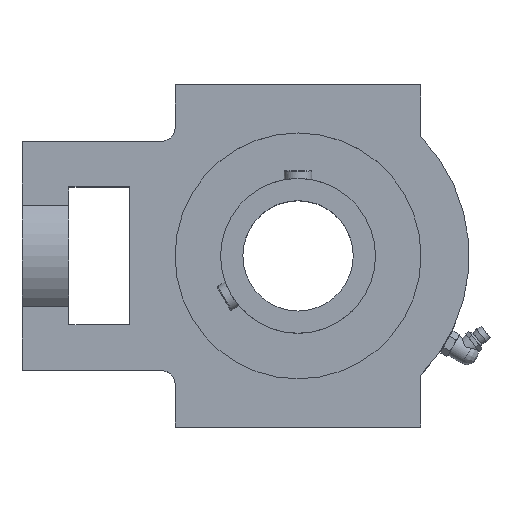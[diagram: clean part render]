
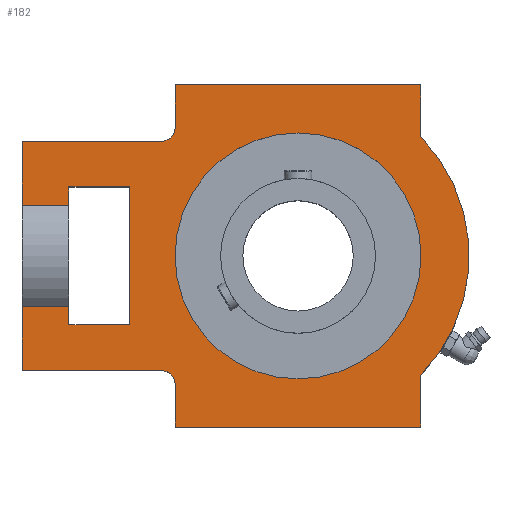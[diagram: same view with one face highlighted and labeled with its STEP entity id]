
A CAD part, top view. The second image highlights one B-rep face of the part: STEP entity #182.
In plain terms, the highlighted planar face has unit normal (0, 0, 1).
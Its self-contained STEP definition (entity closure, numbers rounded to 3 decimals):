
#182 = ADVANCED_FACE( '', ( #456, #457 ), #458, .T. );
#456 = FACE_BOUND( '', #883, .T. );
#457 = FACE_OUTER_BOUND( '', #884, .T. );
#458 = PLANE( '', #885 );
#883 = EDGE_LOOP( '', ( #1301 ) );
#884 = EDGE_LOOP( '', ( #1302, #1303, #1304, #1305, #1306, #1307, #1308, #1309, #1310, #1311, #1312, #1313, #1314, #1315, #1316, #1317, #1318, #1319, #1320, #1321 ) );
#885 = AXIS2_PLACEMENT_3D( '', #1322, #1323, #1324 );
#1301 = ORIENTED_EDGE( '', *, *, #2202, .F. );
#1302 = ORIENTED_EDGE( '', *, *, #2203, .T. );
#1303 = ORIENTED_EDGE( '', *, *, #2204, .T. );
#1304 = ORIENTED_EDGE( '', *, *, #2205, .F. );
#1305 = ORIENTED_EDGE( '', *, *, #2206, .F. );
#1306 = ORIENTED_EDGE( '', *, *, #2207, .F. );
#1307 = ORIENTED_EDGE( '', *, *, #2208, .F. );
#1308 = ORIENTED_EDGE( '', *, *, #2209, .F. );
#1309 = ORIENTED_EDGE( '', *, *, #2210, .T. );
#1310 = ORIENTED_EDGE( '', *, *, #2211, .T. );
#1311 = ORIENTED_EDGE( '', *, *, #2212, .T. );
#1312 = ORIENTED_EDGE( '', *, *, #2213, .F. );
#1313 = ORIENTED_EDGE( '', *, *, #2214, .T. );
#1314 = ORIENTED_EDGE( '', *, *, #2215, .T. );
#1315 = ORIENTED_EDGE( '', *, *, #2216, .T. );
#1316 = ORIENTED_EDGE( '', *, *, #2217, .T. );
#1317 = ORIENTED_EDGE( '', *, *, #2218, .T. );
#1318 = ORIENTED_EDGE( '', *, *, #2219, .T. );
#1319 = ORIENTED_EDGE( '', *, *, #2220, .T. );
#1320 = ORIENTED_EDGE( '', *, *, #2221, .F. );
#1321 = ORIENTED_EDGE( '', *, *, #2222, .T. );
#1322 = CARTESIAN_POINT( '', ( -49.6, -46.6, 17. ) );
#1323 = DIRECTION( '', ( 0., 0., 1. ) );
#1324 = DIRECTION( '', ( 1., 0., 0. ) );
#2202 = EDGE_CURVE( '', #2587, #2587, #2588, .T. );
#2203 = EDGE_CURVE( '', #2589, #2590, #2591, .T. );
#2204 = EDGE_CURVE( '', #2590, #2592, #2593, .F. );
#2205 = EDGE_CURVE( '', #2594, #2592, #2595, .T. );
#2206 = EDGE_CURVE( '', #2596, #2594, #2597, .T. );
#2207 = EDGE_CURVE( '', #2598, #2596, #2599, .T. );
#2208 = EDGE_CURVE( '', #2600, #2598, #2601, .T. );
#2209 = EDGE_CURVE( '', #2602, #2600, #2603, .T. );
#2210 = EDGE_CURVE( '', #2602, #2604, #2605, .T. );
#2211 = EDGE_CURVE( '', #2604, #2606, #2607, .T. );
#2212 = EDGE_CURVE( '', #2606, #2608, #2609, .T. );
#2213 = EDGE_CURVE( '', #2610, #2608, #2611, .T. );
#2214 = EDGE_CURVE( '', #2610, #2612, #2613, .T. );
#2215 = EDGE_CURVE( '', #2612, #2614, #2615, .T. );
#2216 = EDGE_CURVE( '', #2614, #2616, #2617, .T. );
#2217 = EDGE_CURVE( '', #2616, #2618, #2619, .T. );
#2218 = EDGE_CURVE( '', #2618, #2620, #2621, .T. );
#2219 = EDGE_CURVE( '', #2620, #2622, #2623, .T. );
#2220 = EDGE_CURVE( '', #2622, #2624, #2625, .T. );
#2221 = EDGE_CURVE( '', #2626, #2624, #2627, .T. );
#2222 = EDGE_CURVE( '', #2626, #2589, #2628, .T. );
#2587 = VERTEX_POINT( '', #3222 );
#2588 = CIRCLE( '', #3223, 44.55 );
#2589 = VERTEX_POINT( '', #3224 );
#2590 = VERTEX_POINT( '', #3225 );
#2591 = LINE( '', #3226, #3227 );
#2592 = VERTEX_POINT( '', #3228 );
#2593 = LINE( '', #3229, #3230 );
#2594 = VERTEX_POINT( '', #3231 );
#2595 = LINE( '', #3232, #3233 );
#2596 = VERTEX_POINT( '', #3234 );
#2597 = LINE( '', #3235, #3236 );
#2598 = VERTEX_POINT( '', #3237 );
#2599 = LINE( '', #3238, #3239 );
#2600 = VERTEX_POINT( '', #3240 );
#2601 = LINE( '', #3241, #3242 );
#2602 = VERTEX_POINT( '', #3243 );
#2603 = LINE( '', #3244, #3245 );
#2604 = VERTEX_POINT( '', #3246 );
#2605 = LINE( '', #3247, #3248 );
#2606 = VERTEX_POINT( '', #3249 );
#2607 = LINE( '', #3250, #3251 );
#2608 = VERTEX_POINT( '', #3252 );
#2609 = LINE( '', #3253, #3254 );
#2610 = VERTEX_POINT( '', #3255 );
#2611 = CIRCLE( '', #3256, 5.1 );
#2612 = VERTEX_POINT( '', #3257 );
#2613 = LINE( '', #3258, #3259 );
#2614 = VERTEX_POINT( '', #3260 );
#2615 = LINE( '', #3261, #3262 );
#2616 = VERTEX_POINT( '', #3263 );
#2617 = LINE( '', #3264, #3265 );
#2618 = VERTEX_POINT( '', #3266 );
#2619 = CIRCLE( '', #3267, 62. );
#2620 = VERTEX_POINT( '', #3268 );
#2621 = LINE( '', #3269, #3270 );
#2622 = VERTEX_POINT( '', #3271 );
#2623 = LINE( '', #3272, #3273 );
#2624 = VERTEX_POINT( '', #3274 );
#2625 = LINE( '', #3275, #3276 );
#2626 = VERTEX_POINT( '', #3277 );
#2627 = CIRCLE( '', #3278, 5.1 );
#2628 = LINE( '', #3279, #3280 );
#3222 = CARTESIAN_POINT( '', ( 44.55, 0., 17. ) );
#3223 = AXIS2_PLACEMENT_3D( '', #4477, #4478, #4479 );
#3224 = CARTESIAN_POINT( '', ( -100., 41.5, 17. ) );
#3225 = CARTESIAN_POINT( '', ( -100., 18.33, 17. ) );
#3226 = CARTESIAN_POINT( '', ( -100., 41.5, 17. ) );
#3227 = VECTOR( '', #4480, 1000. );
#3228 = CARTESIAN_POINT( '', ( -83., 18.33, 17. ) );
#3229 = CARTESIAN_POINT( '', ( -83., 18.33, 17. ) );
#3230 = VECTOR( '', #4481, 1000. );
#3231 = CARTESIAN_POINT( '', ( -83., 25., 17. ) );
#3232 = CARTESIAN_POINT( '', ( -83., 25., 17. ) );
#3233 = VECTOR( '', #4482, 1000. );
#3234 = CARTESIAN_POINT( '', ( -61., 25., 17. ) );
#3235 = CARTESIAN_POINT( '', ( -61., 25., 17. ) );
#3236 = VECTOR( '', #4483, 1000. );
#3237 = CARTESIAN_POINT( '', ( -61., -25., 17. ) );
#3238 = CARTESIAN_POINT( '', ( -61., -25., 17. ) );
#3239 = VECTOR( '', #4484, 1000. );
#3240 = CARTESIAN_POINT( '', ( -83., -25., 17. ) );
#3241 = CARTESIAN_POINT( '', ( -83., -25., 17. ) );
#3242 = VECTOR( '', #4485, 1000. );
#3243 = CARTESIAN_POINT( '', ( -83., -18.33, 17. ) );
#3244 = CARTESIAN_POINT( '', ( -83., 25., 17. ) );
#3245 = VECTOR( '', #4486, 1000. );
#3246 = CARTESIAN_POINT( '', ( -100., -18.33, 17. ) );
#3247 = CARTESIAN_POINT( '', ( -83., -18.33, 17. ) );
#3248 = VECTOR( '', #4487, 1000. );
#3249 = CARTESIAN_POINT( '', ( -100., -41.5, 17. ) );
#3250 = CARTESIAN_POINT( '', ( -100., 41.5, 17. ) );
#3251 = VECTOR( '', #4488, 1000. );
#3252 = CARTESIAN_POINT( '', ( -49.6, -41.5, 17. ) );
#3253 = CARTESIAN_POINT( '', ( -100., -41.5, 17. ) );
#3254 = VECTOR( '', #4489, 1000. );
#3255 = CARTESIAN_POINT( '', ( -44.5, -46.6, 17. ) );
#3256 = AXIS2_PLACEMENT_3D( '', #4490, #4491, #4492 );
#3257 = CARTESIAN_POINT( '', ( -44.5, -62., 17. ) );
#3258 = CARTESIAN_POINT( '', ( -44.5, -46.6, 17. ) );
#3259 = VECTOR( '', #4493, 1000. );
#3260 = CARTESIAN_POINT( '', ( 44.5, -62., 17. ) );
#3261 = CARTESIAN_POINT( '', ( -44.5, -62., 17. ) );
#3262 = VECTOR( '', #4494, 1000. );
#3263 = CARTESIAN_POINT( '', ( 44.5, -43.171, 17. ) );
#3264 = CARTESIAN_POINT( '', ( 44.5, -62., 17. ) );
#3265 = VECTOR( '', #4495, 1000. );
#3266 = CARTESIAN_POINT( '', ( 44.5, 43.171, 17. ) );
#3267 = AXIS2_PLACEMENT_3D( '', #4496, #4497, #4498 );
#3268 = CARTESIAN_POINT( '', ( 44.5, 62., 17. ) );
#3269 = CARTESIAN_POINT( '', ( 44.5, 43.171, 17. ) );
#3270 = VECTOR( '', #4499, 1000. );
#3271 = CARTESIAN_POINT( '', ( -44.5, 62., 17. ) );
#3272 = CARTESIAN_POINT( '', ( 44.5, 62., 17. ) );
#3273 = VECTOR( '', #4500, 1000. );
#3274 = CARTESIAN_POINT( '', ( -44.5, 46.6, 17. ) );
#3275 = CARTESIAN_POINT( '', ( -44.5, 62., 17. ) );
#3276 = VECTOR( '', #4501, 1000. );
#3277 = CARTESIAN_POINT( '', ( -49.6, 41.5, 17. ) );
#3278 = AXIS2_PLACEMENT_3D( '', #4502, #4503, #4504 );
#3279 = CARTESIAN_POINT( '', ( -49.6, 41.5, 17. ) );
#3280 = VECTOR( '', #4505, 1000. );
#4477 = CARTESIAN_POINT( '', ( 0., 0., 17. ) );
#4478 = DIRECTION( '', ( 0., 0., 1. ) );
#4479 = DIRECTION( '', ( 1., 0., 0. ) );
#4480 = DIRECTION( '', ( 0., -1., 0. ) );
#4481 = DIRECTION( '', ( -1., 0., 0. ) );
#4482 = DIRECTION( '', ( 0., -1., 0. ) );
#4483 = DIRECTION( '', ( -1., 0., 0. ) );
#4484 = DIRECTION( '', ( 0., 1., 0. ) );
#4485 = DIRECTION( '', ( 1., 0., 0. ) );
#4486 = DIRECTION( '', ( 0., -1., 0. ) );
#4487 = DIRECTION( '', ( -1., 0., 0. ) );
#4488 = DIRECTION( '', ( 0., -1., 0. ) );
#4489 = DIRECTION( '', ( 1., 0., 0. ) );
#4490 = CARTESIAN_POINT( '', ( -49.6, -46.6, 17. ) );
#4491 = DIRECTION( '', ( 0., 0., 1. ) );
#4492 = DIRECTION( '', ( 1., 0., 0. ) );
#4493 = DIRECTION( '', ( 0., -1., 0. ) );
#4494 = DIRECTION( '', ( 1., 0., 0. ) );
#4495 = DIRECTION( '', ( 0., 1., 0. ) );
#4496 = CARTESIAN_POINT( '', ( 0., 0., 17. ) );
#4497 = DIRECTION( '', ( 0., 0., 1. ) );
#4498 = DIRECTION( '', ( 1., 0., 0. ) );
#4499 = DIRECTION( '', ( 0., 1., 0. ) );
#4500 = DIRECTION( '', ( -1., 0., 0. ) );
#4501 = DIRECTION( '', ( 0., -1., 0. ) );
#4502 = CARTESIAN_POINT( '', ( -49.6, 46.6, 17. ) );
#4503 = DIRECTION( '', ( 0., 0., 1. ) );
#4504 = DIRECTION( '', ( 1., 0., 0. ) );
#4505 = DIRECTION( '', ( -1., 0., 0. ) );
